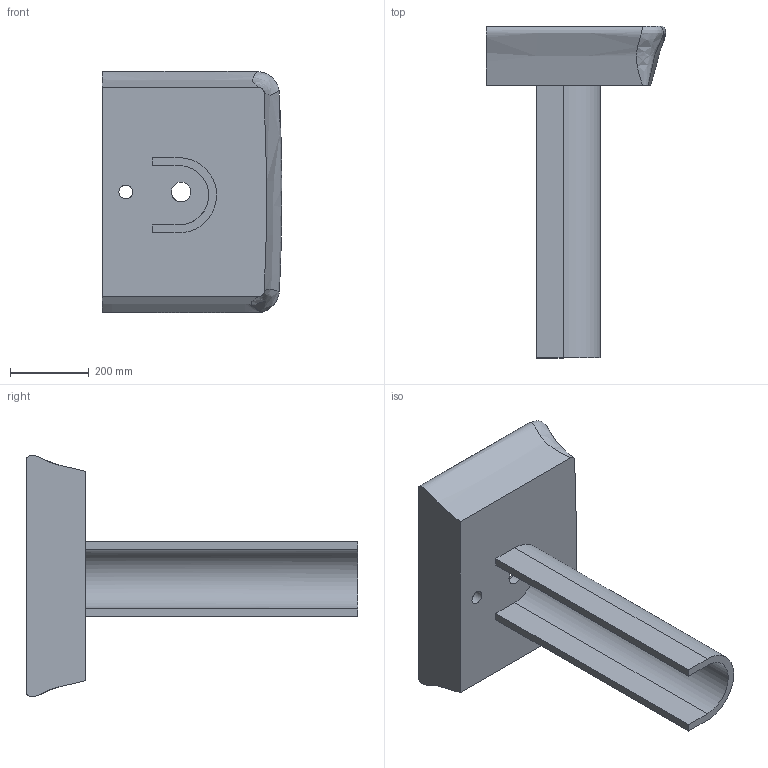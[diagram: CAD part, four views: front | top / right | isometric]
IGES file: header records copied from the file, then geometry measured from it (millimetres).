
Global section: file name: 3541; native system: AutoCAD 2016 - English; preprocessor: Autodesk Translation Framework DWG producer (atf_dwg_producer); organization: unknown; date: 20170505.150714; units: millimetre
Bounding box: 455.42 x 840 x 610.59 mm (x, y, z)
Volume: 31264263.9 mm3; surface area: 1465854.4 mm2
Topology: 2 solids, 2 shells, 31 faces, 83 edges, 58 vertices
Faces by surface type: bspline 31
